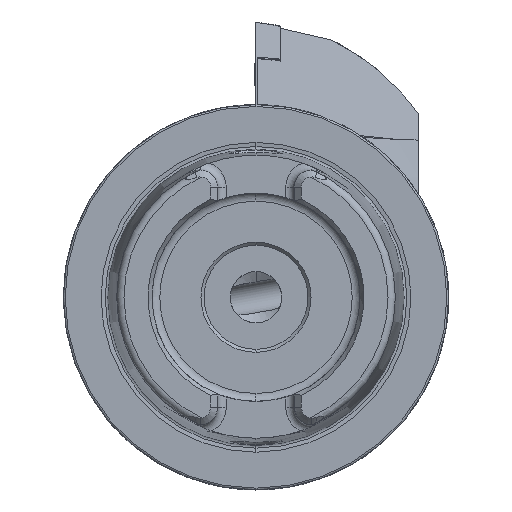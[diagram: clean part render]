
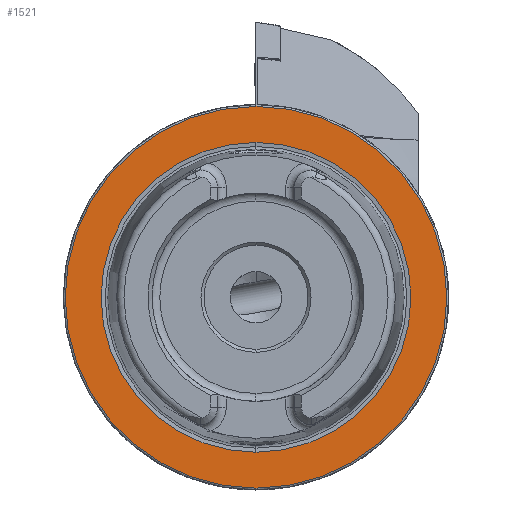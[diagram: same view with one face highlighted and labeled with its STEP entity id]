
A CAD part, left-side view. The second image highlights one B-rep face of the part: STEP entity #1521.
In plain terms, the highlighted planar face has unit normal (-1, 0, 0).
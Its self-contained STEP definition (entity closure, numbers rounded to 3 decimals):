
#212 = DIRECTION ( 'NONE',  ( -1., 0., 0. ) ) ;
#1017 = EDGE_CURVE ( 'NONE', #12821, #14758, #9835, .T. ) ;
#1521 = ADVANCED_FACE ( 'NONE', ( #9611, #6211 ), #6652, .F. ) ;
#1710 = VERTEX_POINT ( 'NONE', #3674 ) ;
#2132 = DIRECTION ( 'NONE',  ( -1., 0., 0. ) ) ;
#2401 = DIRECTION ( 'NONE',  ( 0., 0., 1. ) ) ;
#2452 = AXIS2_PLACEMENT_3D ( 'NONE', #12971, #9192, #7890 ) ;
#2519 = EDGE_LOOP ( 'NONE', ( #5659, #10377 ) ) ;
#3382 = DIRECTION ( 'NONE',  ( 0., 0., 1. ) ) ;
#3674 = CARTESIAN_POINT ( 'NONE',  ( 0., 0., -31.2 ) ) ;
#3690 = CIRCLE ( 'NONE', #5411, 25.324 ) ;
#4388 = ORIENTED_EDGE ( 'NONE', *, *, #1017, .F. ) ;
#5032 = CIRCLE ( 'NONE', #15590, 31.2 ) ;
#5411 = AXIS2_PLACEMENT_3D ( 'NONE', #16377, #16427, #2401 ) ;
#5659 = ORIENTED_EDGE ( 'NONE', *, *, #8240, .T. ) ;
#5988 = DIRECTION ( 'NONE',  ( 0., 0., 1. ) ) ;
#6211 = FACE_OUTER_BOUND ( 'NONE', #2519, .T. ) ;
#6369 = VERTEX_POINT ( 'NONE', #14577 ) ;
#6652 = PLANE ( 'NONE',  #2452 ) ;
#7090 = CIRCLE ( 'NONE', #8500, 31.2 ) ;
#7435 = DIRECTION ( 'NONE',  ( -1., 0., 0. ) ) ;
#7890 = DIRECTION ( 'NONE',  ( 0., 0., -1. ) ) ;
#8240 = EDGE_CURVE ( 'NONE', #6369, #1710, #5032, .T. ) ;
#8500 = AXIS2_PLACEMENT_3D ( 'NONE', #11015, #2132, #3382 ) ;
#9192 = DIRECTION ( 'NONE',  ( 1., 0., 0. ) ) ;
#9611 = FACE_BOUND ( 'NONE', #9783, .T. ) ;
#9783 = EDGE_LOOP ( 'NONE', ( #11791, #4388 ) ) ;
#9835 = CIRCLE ( 'NONE', #9871, 25.324 ) ;
#9871 = AXIS2_PLACEMENT_3D ( 'NONE', #13615, #7435, #5988 ) ;
#10289 = CARTESIAN_POINT ( 'NONE',  ( 0., 0., 25.324 ) ) ;
#10377 = ORIENTED_EDGE ( 'NONE', *, *, #15064, .T. ) ;
#11015 = CARTESIAN_POINT ( 'NONE',  ( 0., 0., 0. ) ) ;
#11536 = EDGE_CURVE ( 'NONE', #14758, #12821, #3690, .T. ) ;
#11791 = ORIENTED_EDGE ( 'NONE', *, *, #11536, .F. ) ;
#12821 = VERTEX_POINT ( 'NONE', #13787 ) ;
#12971 = CARTESIAN_POINT ( 'NONE',  ( 0., 31.2, 0. ) ) ;
#13615 = CARTESIAN_POINT ( 'NONE',  ( 0., 0., 0. ) ) ;
#13787 = CARTESIAN_POINT ( 'NONE',  ( 0., 0., -25.324 ) ) ;
#14279 = CARTESIAN_POINT ( 'NONE',  ( 0., 0., 0. ) ) ;
#14577 = CARTESIAN_POINT ( 'NONE',  ( 0., 0., 31.2 ) ) ;
#14758 = VERTEX_POINT ( 'NONE', #10289 ) ;
#15064 = EDGE_CURVE ( 'NONE', #1710, #6369, #7090, .T. ) ;
#15580 = DIRECTION ( 'NONE',  ( 0., 0., 1. ) ) ;
#15590 = AXIS2_PLACEMENT_3D ( 'NONE', #14279, #212, #15580 ) ;
#16377 = CARTESIAN_POINT ( 'NONE',  ( 0., 0., 0. ) ) ;
#16427 = DIRECTION ( 'NONE',  ( -1., 0., 0. ) ) ;
